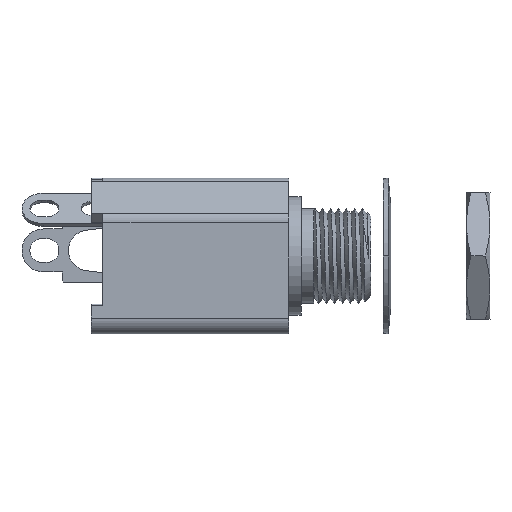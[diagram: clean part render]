
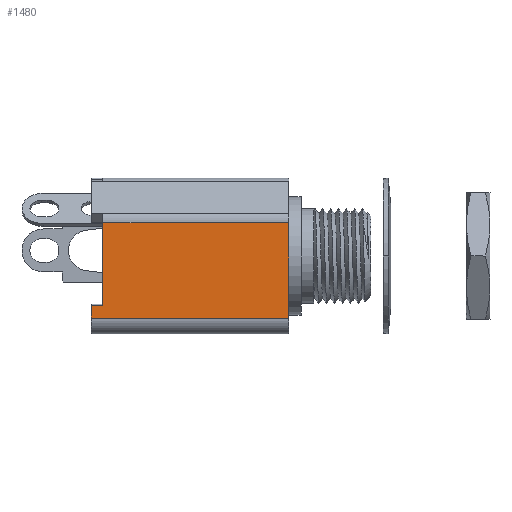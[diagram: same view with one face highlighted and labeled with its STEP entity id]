
A CAD part, front view. The second image highlights one B-rep face of the part: STEP entity #1480.
In plain terms, the highlighted planar face has unit normal (0, -1, 0).
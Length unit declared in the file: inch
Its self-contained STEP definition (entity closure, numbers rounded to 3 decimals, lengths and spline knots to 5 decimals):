
#30 = CARTESIAN_POINT ( 'NONE',  ( -0.734, -0.3075, -0.196 ) ) ;
#113 = ORIENTED_EDGE ( 'NONE', *, *, #3012, .F. ) ;
#229 = VECTOR ( 'NONE', #5224, 39.37008 ) ;
#360 = EDGE_CURVE ( 'NONE', #2630, #4334, #6018, .T. ) ;
#375 = VERTEX_POINT ( 'NONE', #3419 ) ;
#604 = ORIENTED_EDGE ( 'NONE', *, *, #5630, .T. ) ;
#957 = DIRECTION ( 'NONE',  ( -1., 0., 0. ) ) ;
#974 = CARTESIAN_POINT ( 'NONE',  ( -0.3905, -0.3075, -0.2455 ) ) ;
#1181 = DIRECTION ( 'NONE',  ( 0., 0., 1. ) ) ;
#1224 = CARTESIAN_POINT ( 'NONE',  ( -0.734, -0.3075, 0.13068 ) ) ;
#1298 = CARTESIAN_POINT ( 'NONE',  ( 0., -0.3075, 0. ) ) ;
#1300 = CARTESIAN_POINT ( 'NONE',  ( -0.734, -0.3075, 0. ) ) ;
#1307 = DIRECTION ( 'NONE',  ( 0., 0., 1. ) ) ;
#1480 = ADVANCED_FACE ( 'NONE', ( #3757 ), #3468, .T. ) ;
#1485 = CARTESIAN_POINT ( 'NONE',  ( -0.781, -0.3075, -0.196 ) ) ;
#1657 = VECTOR ( 'NONE', #4579, 39.37008 ) ;
#1706 = LINE ( 'NONE', #4595, #1657 ) ;
#1753 = EDGE_LOOP ( 'NONE', ( #3116, #2766, #113, #604, #6309, #3442 ) ) ;
#1807 = CARTESIAN_POINT ( 'NONE',  ( -0.781, -0.3075, -0.2455 ) ) ;
#1971 = AXIS2_PLACEMENT_3D ( 'NONE', #3157, #4658, #4691 ) ;
#2178 = VECTOR ( 'NONE', #5117, 39.37008 ) ;
#2221 = LINE ( 'NONE', #5136, #2178 ) ;
#2630 = VERTEX_POINT ( 'NONE', #5219 ) ;
#2766 = ORIENTED_EDGE ( 'NONE', *, *, #360, .T. ) ;
#3012 = EDGE_CURVE ( 'NONE', #3254, #4334, #3607, .T. ) ;
#3048 = EDGE_CURVE ( 'NONE', #375, #4522, #4213, .T. ) ;
#3116 = ORIENTED_EDGE ( 'NONE', *, *, #4372, .T. ) ;
#3157 = CARTESIAN_POINT ( 'NONE',  ( 0.01562, -0.3075, -0.25302 ) ) ;
#3254 = VERTEX_POINT ( 'NONE', #30 ) ;
#3419 = CARTESIAN_POINT ( 'NONE',  ( 0., -0.3075, -0.2455 ) ) ;
#3442 = ORIENTED_EDGE ( 'NONE', *, *, #3048, .F. ) ;
#3468 = PLANE ( 'NONE',  #1971 ) ;
#3485 = CARTESIAN_POINT ( 'NONE',  ( -0.3905, -0.3075, 0.13068 ) ) ;
#3607 = LINE ( 'NONE', #1300, #4734 ) ;
#3757 = FACE_OUTER_BOUND ( 'NONE', #1753, .T. ) ;
#4213 = LINE ( 'NONE', #974, #4229 ) ;
#4229 = VECTOR ( 'NONE', #957, 39.37008 ) ;
#4334 = VERTEX_POINT ( 'NONE', #1224 ) ;
#4372 = EDGE_CURVE ( 'NONE', #375, #2630, #4568, .T. ) ;
#4478 = VERTEX_POINT ( 'NONE', #1485 ) ;
#4491 = VECTOR ( 'NONE', #1181, 39.37008 ) ;
#4522 = VERTEX_POINT ( 'NONE', #1807 ) ;
#4568 = LINE ( 'NONE', #1298, #4491 ) ;
#4579 = DIRECTION ( 'NONE',  ( -1., 0., 0. ) ) ;
#4595 = CARTESIAN_POINT ( 'NONE',  ( -0.3905, -0.3075, -0.196 ) ) ;
#4658 = DIRECTION ( 'NONE',  ( 0., -1., 0. ) ) ;
#4691 = DIRECTION ( 'NONE',  ( 0., 0., 1. ) ) ;
#4734 = VECTOR ( 'NONE', #1307, 39.37008 ) ;
#5117 = DIRECTION ( 'NONE',  ( 0., 0., -1. ) ) ;
#5136 = CARTESIAN_POINT ( 'NONE',  ( -0.781, -0.3075, -0.05741 ) ) ;
#5219 = CARTESIAN_POINT ( 'NONE',  ( 0., -0.3075, 0.13068 ) ) ;
#5224 = DIRECTION ( 'NONE',  ( -1., 0., 0. ) ) ;
#5393 = EDGE_CURVE ( 'NONE', #4478, #4522, #2221, .T. ) ;
#5630 = EDGE_CURVE ( 'NONE', #3254, #4478, #1706, .T. ) ;
#6018 = LINE ( 'NONE', #3485, #229 ) ;
#6309 = ORIENTED_EDGE ( 'NONE', *, *, #5393, .T. ) ;
